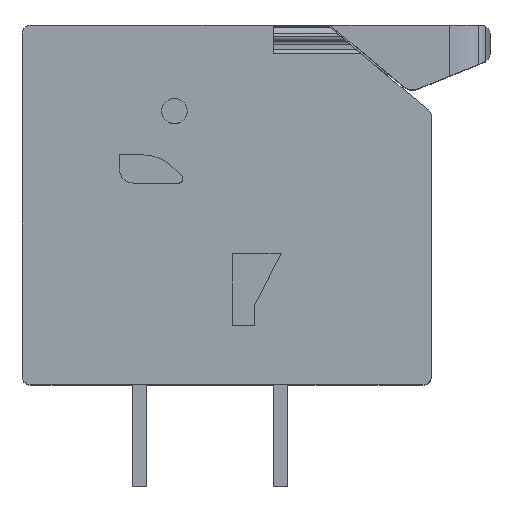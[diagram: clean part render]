
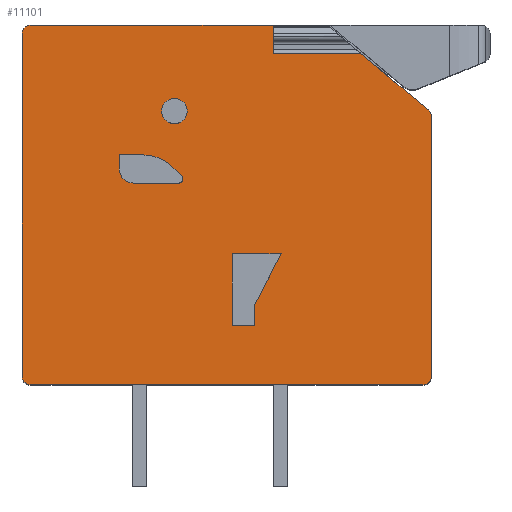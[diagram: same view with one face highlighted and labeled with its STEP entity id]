
A CAD part, top view. The second image highlights one B-rep face of the part: STEP entity #11101.
In plain terms, the highlighted planar face has unit normal (0, 0, 1).
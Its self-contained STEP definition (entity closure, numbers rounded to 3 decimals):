
#255=CIRCLE('',#11550,1.6);
#256=CIRCLE('',#11551,0.15);
#257=CIRCLE('',#11552,0.5);
#258=CIRCLE('',#11553,0.45);
#259=CIRCLE('',#11554,0.3);
#260=CIRCLE('',#11555,0.3);
#261=CIRCLE('',#11556,0.3);
#262=CIRCLE('',#11557,0.3);
#536=ORIENTED_EDGE('',*,*,#2996,.F.);
#537=ORIENTED_EDGE('',*,*,#2997,.F.);
#538=ORIENTED_EDGE('',*,*,#2998,.F.);
#539=ORIENTED_EDGE('',*,*,#2999,.F.);
#540=ORIENTED_EDGE('',*,*,#3000,.F.);
#541=ORIENTED_EDGE('',*,*,#3001,.F.);
#542=ORIENTED_EDGE('',*,*,#3002,.F.);
#543=ORIENTED_EDGE('',*,*,#3003,.F.);
#544=ORIENTED_EDGE('',*,*,#3004,.F.);
#545=ORIENTED_EDGE('',*,*,#3005,.T.);
#546=ORIENTED_EDGE('',*,*,#3006,.T.);
#547=ORIENTED_EDGE('',*,*,#3007,.T.);
#548=ORIENTED_EDGE('',*,*,#3008,.F.);
#549=ORIENTED_EDGE('',*,*,#3009,.T.);
#550=ORIENTED_EDGE('',*,*,#3010,.T.);
#551=ORIENTED_EDGE('',*,*,#3011,.T.);
#552=ORIENTED_EDGE('',*,*,#3012,.T.);
#553=ORIENTED_EDGE('',*,*,#3013,.T.);
#554=ORIENTED_EDGE('',*,*,#3014,.T.);
#555=ORIENTED_EDGE('',*,*,#3015,.T.);
#556=ORIENTED_EDGE('',*,*,#3016,.T.);
#557=ORIENTED_EDGE('',*,*,#3017,.T.);
#558=ORIENTED_EDGE('',*,*,#3018,.T.);
#559=ORIENTED_EDGE('',*,*,#3019,.F.);
#560=ORIENTED_EDGE('',*,*,#3020,.F.);
#561=ORIENTED_EDGE('',*,*,#3021,.F.);
#562=ORIENTED_EDGE('',*,*,#3022,.F.);
#563=ORIENTED_EDGE('',*,*,#3023,.F.);
#2996=EDGE_CURVE('',#4226,#4227,#5038,.T.);
#2997=EDGE_CURVE('',#4228,#4226,#5039,.T.);
#2998=EDGE_CURVE('',#4229,#4228,#255,.T.);
#2999=EDGE_CURVE('',#4230,#4229,#5040,.T.);
#3000=EDGE_CURVE('',#4231,#4230,#256,.T.);
#3001=EDGE_CURVE('',#4232,#4231,#5041,.T.);
#3002=EDGE_CURVE('',#4227,#4232,#257,.T.);
#3003=EDGE_CURVE('',#4233,#4233,#258,.T.);
#3004=EDGE_CURVE('',#4234,#4235,#5042,.T.);
#3005=EDGE_CURVE('',#4234,#4236,#5043,.T.);
#3006=EDGE_CURVE('',#4236,#4237,#5044,.T.);
#3007=EDGE_CURVE('',#4237,#4238,#5045,.T.);
#3008=EDGE_CURVE('',#4239,#4238,#5046,.T.);
#3009=EDGE_CURVE('',#4239,#4240,#5047,.T.);
#3010=EDGE_CURVE('',#4240,#4241,#5048,.T.);
#3011=EDGE_CURVE('',#4241,#4242,#259,.T.);
#3012=EDGE_CURVE('',#4242,#4243,#5049,.T.);
#3013=EDGE_CURVE('',#4243,#4244,#260,.T.);
#3014=EDGE_CURVE('',#4244,#4245,#5050,.T.);
#3015=EDGE_CURVE('',#4245,#4246,#261,.T.);
#3016=EDGE_CURVE('',#4246,#4247,#5051,.T.);
#3017=EDGE_CURVE('',#4247,#4248,#262,.T.);
#3018=EDGE_CURVE('',#4248,#4235,#5052,.T.);
#3019=EDGE_CURVE('',#4249,#4250,#5053,.T.);
#3020=EDGE_CURVE('',#4251,#4249,#5054,.T.);
#3021=EDGE_CURVE('',#4252,#4251,#5055,.T.);
#3022=EDGE_CURVE('',#4253,#4252,#5056,.T.);
#3023=EDGE_CURVE('',#4250,#4253,#5057,.T.);
#4226=VERTEX_POINT('',#14742);
#4227=VERTEX_POINT('',#14743);
#4228=VERTEX_POINT('',#14745);
#4229=VERTEX_POINT('',#14747);
#4230=VERTEX_POINT('',#14749);
#4231=VERTEX_POINT('',#14751);
#4232=VERTEX_POINT('',#14753);
#4233=VERTEX_POINT('',#14756);
#4234=VERTEX_POINT('',#14758);
#4235=VERTEX_POINT('',#14759);
#4236=VERTEX_POINT('',#14761);
#4237=VERTEX_POINT('',#14763);
#4238=VERTEX_POINT('',#14765);
#4239=VERTEX_POINT('',#14767);
#4240=VERTEX_POINT('',#14769);
#4241=VERTEX_POINT('',#14771);
#4242=VERTEX_POINT('',#14773);
#4243=VERTEX_POINT('',#14775);
#4244=VERTEX_POINT('',#14777);
#4245=VERTEX_POINT('',#14779);
#4246=VERTEX_POINT('',#14781);
#4247=VERTEX_POINT('',#14783);
#4248=VERTEX_POINT('',#14785);
#4249=VERTEX_POINT('',#14788);
#4250=VERTEX_POINT('',#14789);
#4251=VERTEX_POINT('',#14791);
#4252=VERTEX_POINT('',#14793);
#4253=VERTEX_POINT('',#14795);
#5038=LINE('',#14741,#5916);
#5039=LINE('',#14744,#5917);
#5040=LINE('',#14748,#5918);
#5041=LINE('',#14752,#5919);
#5042=LINE('',#14757,#5920);
#5043=LINE('',#14760,#5921);
#5044=LINE('',#14762,#5922);
#5045=LINE('',#14764,#5923);
#5046=LINE('',#14766,#5924);
#5047=LINE('',#14768,#5925);
#5048=LINE('',#14770,#5926);
#5049=LINE('',#14774,#5927);
#5050=LINE('',#14778,#5928);
#5051=LINE('',#14782,#5929);
#5052=LINE('',#14786,#5930);
#5053=LINE('',#14787,#5931);
#5054=LINE('',#14790,#5932);
#5055=LINE('',#14792,#5933);
#5056=LINE('',#14794,#5934);
#5057=LINE('',#14796,#5935);
#5916=VECTOR('',#12323,1000.);
#5917=VECTOR('',#12324,1000.);
#5918=VECTOR('',#12327,1000.);
#5919=VECTOR('',#12330,1000.);
#5920=VECTOR('',#12335,1000.);
#5921=VECTOR('',#12336,1000.);
#5922=VECTOR('',#12337,1000.);
#5923=VECTOR('',#12338,1000.);
#5924=VECTOR('',#12339,1000.);
#5925=VECTOR('',#12340,1000.);
#5926=VECTOR('',#12341,1000.);
#5927=VECTOR('',#12344,1000.);
#5928=VECTOR('',#12347,1000.);
#5929=VECTOR('',#12350,1000.);
#5930=VECTOR('',#12353,1000.);
#5931=VECTOR('',#12354,1000.);
#5932=VECTOR('',#12355,1000.);
#5933=VECTOR('',#12356,1000.);
#5934=VECTOR('',#12357,1000.);
#5935=VECTOR('',#12358,1000.);
#6794=EDGE_LOOP('',(#536,#537,#538,#539,#540,#541,#542));
#6795=EDGE_LOOP('',(#543));
#6796=EDGE_LOOP('',(#544,#545,#546,#547,#548,#549,#550,#551,#552,#553,#554,
#555,#556,#557,#558));
#6797=EDGE_LOOP('',(#559,#560,#561,#562,#563));
#7260=FACE_BOUND('',#6794,.T.);
#7261=FACE_BOUND('',#6795,.T.);
#7262=FACE_BOUND('',#6796,.T.);
#7263=FACE_BOUND('',#6797,.T.);
#7726=PLANE('',#11549);
#11101=ADVANCED_FACE('',(#7260,#7261,#7262,#7263),#7726,.T.);
#11549=AXIS2_PLACEMENT_3D('',#14740,#12321,#12322);
#11550=AXIS2_PLACEMENT_3D('',#14746,#12325,#12326);
#11551=AXIS2_PLACEMENT_3D('',#14750,#12328,#12329);
#11552=AXIS2_PLACEMENT_3D('',#14754,#12331,#12332);
#11553=AXIS2_PLACEMENT_3D('',#14755,#12333,#12334);
#11554=AXIS2_PLACEMENT_3D('',#14772,#12342,#12343);
#11555=AXIS2_PLACEMENT_3D('',#14776,#12345,#12346);
#11556=AXIS2_PLACEMENT_3D('',#14780,#12348,#12349);
#11557=AXIS2_PLACEMENT_3D('',#14784,#12351,#12352);
#12321=DIRECTION('',(0.,0.,1.));
#12322=DIRECTION('',(1.,0.,0.));
#12323=DIRECTION('',(0.,-1.,0.));
#12324=DIRECTION('',(-1.,0.,0.));
#12325=DIRECTION('',(0.,0.,1.));
#12326=DIRECTION('',(1.,0.,0.));
#12327=DIRECTION('',(-0.707,0.707,0.));
#12328=DIRECTION('',(0.,0.,1.));
#12329=DIRECTION('',(1.,0.,0.));
#12330=DIRECTION('',(1.,0.,0.));
#12331=DIRECTION('',(0.,0.,1.));
#12332=DIRECTION('',(1.,0.,0.));
#12333=DIRECTION('',(0.,0.,1.));
#12334=DIRECTION('',(1.,0.,0.));
#12335=DIRECTION('',(1.,0.,0.));
#12336=DIRECTION('',(0.,1.,0.));
#12337=DIRECTION('',(1.,0.,0.));
#12338=DIRECTION('',(-0.766,0.643,0.));
#12339=DIRECTION('',(1.,0.,0.));
#12340=DIRECTION('',(0.,1.,0.));
#12341=DIRECTION('',(-1.,0.,0.));
#12342=DIRECTION('',(0.,0.,1.));
#12343=DIRECTION('',(1.,0.,0.));
#12344=DIRECTION('',(0.,-1.,0.));
#12345=DIRECTION('',(0.,0.,1.));
#12346=DIRECTION('',(1.,0.,0.));
#12347=DIRECTION('',(1.,0.,0.));
#12348=DIRECTION('',(0.,0.,1.));
#12349=DIRECTION('',(1.,0.,0.));
#12350=DIRECTION('',(0.,1.,0.));
#12351=DIRECTION('',(0.,0.,1.));
#12352=DIRECTION('',(1.,0.,0.));
#12353=DIRECTION('',(-0.766,0.643,0.));
#12354=DIRECTION('',(0.,-1.,0.));
#12355=DIRECTION('',(-1.,0.,0.));
#12356=DIRECTION('',(0.461,0.888,0.));
#12357=DIRECTION('',(0.,1.,0.));
#12358=DIRECTION('',(1.,0.,0.));
#14740=CARTESIAN_POINT('',(-8.85,0.3,10.5));
#14741=CARTESIAN_POINT('',(-5.7,8.15,10.5));
#14742=CARTESIAN_POINT('',(-5.7,8.15,10.5));
#14743=CARTESIAN_POINT('',(-5.7,7.65,10.5));
#14744=CARTESIAN_POINT('',(-4.9,8.15,10.5));
#14745=CARTESIAN_POINT('',(-4.9,8.15,10.5));
#14746=CARTESIAN_POINT('',(-4.9,6.55,10.5));
#14747=CARTESIAN_POINT('',(-3.768,7.681,10.5));
#14748=CARTESIAN_POINT('',(-3.493,7.406,10.5));
#14749=CARTESIAN_POINT('',(-3.493,7.406,10.5));
#14750=CARTESIAN_POINT('',(-3.599,7.3,10.5));
#14751=CARTESIAN_POINT('',(-3.599,7.15,10.5));
#14752=CARTESIAN_POINT('',(-5.2,7.15,10.5));
#14753=CARTESIAN_POINT('',(-5.2,7.15,10.5));
#14754=CARTESIAN_POINT('',(-5.2,7.65,10.5));
#14755=CARTESIAN_POINT('',(-3.75,9.7,10.5));
#14756=CARTESIAN_POINT('',(-3.3,9.7,10.5));
#14757=CARTESIAN_POINT('',(-8.85,11.75,10.5));
#14758=CARTESIAN_POINT('',(-0.25,11.75,10.5));
#14759=CARTESIAN_POINT('',(2.847,11.75,10.5));
#14760=CARTESIAN_POINT('',(-0.25,0.3,10.5));
#14761=CARTESIAN_POINT('',(-0.25,12.343,10.5));
#14762=CARTESIAN_POINT('',(-0.25,12.343,10.5));
#14763=CARTESIAN_POINT('',(2.141,12.343,10.5));
#14764=CARTESIAN_POINT('',(5.243,9.74,10.5));
#14765=CARTESIAN_POINT('',(2.137,12.346,10.5));
#14766=CARTESIAN_POINT('',(-0.25,12.346,10.5));
#14767=CARTESIAN_POINT('',(-0.25,12.346,10.5));
#14768=CARTESIAN_POINT('',(-0.25,0.3,10.5));
#14769=CARTESIAN_POINT('',(-0.25,12.75,10.5));
#14770=CARTESIAN_POINT('',(1.656,12.75,10.5));
#14771=CARTESIAN_POINT('',(-8.85,12.75,10.5));
#14772=CARTESIAN_POINT('',(-8.85,12.45,10.5));
#14773=CARTESIAN_POINT('',(-9.15,12.45,10.5));
#14774=CARTESIAN_POINT('',(-9.15,12.45,10.5));
#14775=CARTESIAN_POINT('',(-9.15,0.3,10.5));
#14776=CARTESIAN_POINT('',(-8.85,0.3,10.5));
#14777=CARTESIAN_POINT('',(-8.85,0.,10.5));
#14778=CARTESIAN_POINT('',(-8.85,0.,10.5));
#14779=CARTESIAN_POINT('',(5.05,0.,10.5));
#14780=CARTESIAN_POINT('',(5.05,0.3,10.5));
#14781=CARTESIAN_POINT('',(5.35,0.3,10.5));
#14782=CARTESIAN_POINT('',(5.35,0.3,10.5));
#14783=CARTESIAN_POINT('',(5.35,9.51,10.5));
#14784=CARTESIAN_POINT('',(5.05,9.51,10.5));
#14785=CARTESIAN_POINT('',(5.243,9.74,10.5));
#14786=CARTESIAN_POINT('',(5.243,9.74,10.5));
#14787=CARTESIAN_POINT('',(-1.7,4.65,10.5));
#14788=CARTESIAN_POINT('',(-1.7,4.65,10.5));
#14789=CARTESIAN_POINT('',(-1.7,2.1,10.5));
#14790=CARTESIAN_POINT('',(0.034,4.65,10.5));
#14791=CARTESIAN_POINT('',(0.034,4.65,10.5));
#14792=CARTESIAN_POINT('',(-0.9,2.85,10.5));
#14793=CARTESIAN_POINT('',(-0.9,2.85,10.5));
#14794=CARTESIAN_POINT('',(-0.9,2.1,10.5));
#14795=CARTESIAN_POINT('',(-0.9,2.1,10.5));
#14796=CARTESIAN_POINT('',(-1.7,2.1,10.5));
